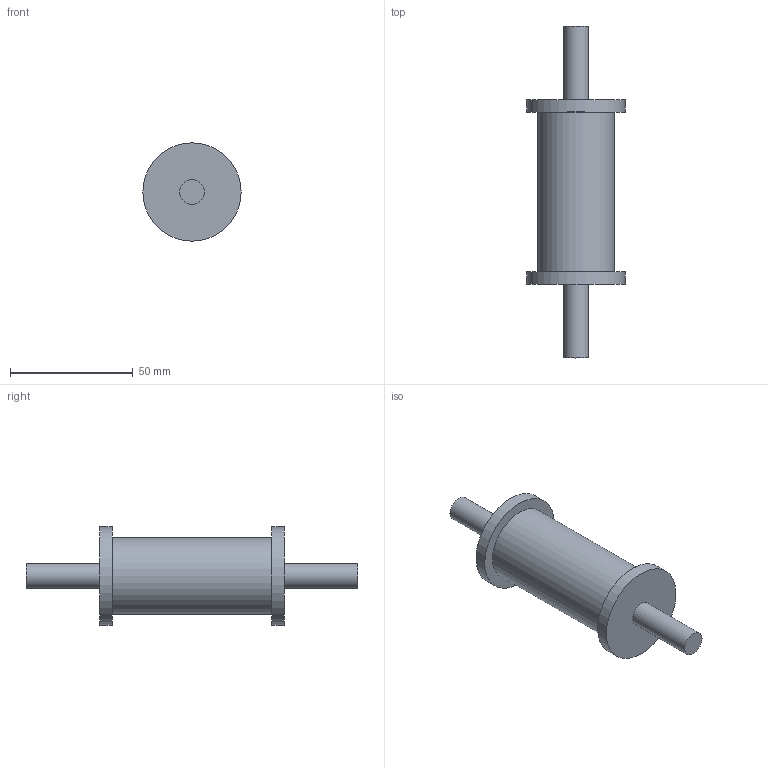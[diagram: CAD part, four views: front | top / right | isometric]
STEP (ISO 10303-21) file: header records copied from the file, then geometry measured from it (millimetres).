
FILE_DESCRIPTION(/* description */ (''),/* implementation_level */ '2;1');
FILE_NAME(/* name */ 'idler_roller_ipt_ec2dfc00.STEP',/* time_stamp */ '2021-11-27T22:58:41+02:00',/* author */ ('Hesha'),/* organization */ (''),/* preprocessor_version */ 'ST-DEVELOPER v18',/* originating_system */ 'Autodesk Inventor 2020',/* authorisation */ '');
FILE_SCHEMA (('AUTOMOTIVE_DESIGN { 1 0 10303 214 3 1 1 }'));
Length unit declared in the file: millimetre
Products named in the file (1): idler_roller
Bounding box: 40 x 135 x 40 mm (x, y, z)
Volume: 66338.7 mm3; surface area: 12988.9 mm2
Topology: 1 solids, 1 shells, 11 faces, 23 edges, 18 vertices
Faces by surface type: plane 6, cylinder 5
Full cylindrical faces by diameter (mm): 10 x2, 31 x1, 40 x2
Entity records: 360 total; most frequent: DIRECTION 65, CARTESIAN_POINT 53, ORIENTED_EDGE 46, AXIS2_PLACEMENT_3D 30, EDGE_CURVE 23, CIRCLE 18, VERTEX_POINT 18, EDGE_LOOP 15
